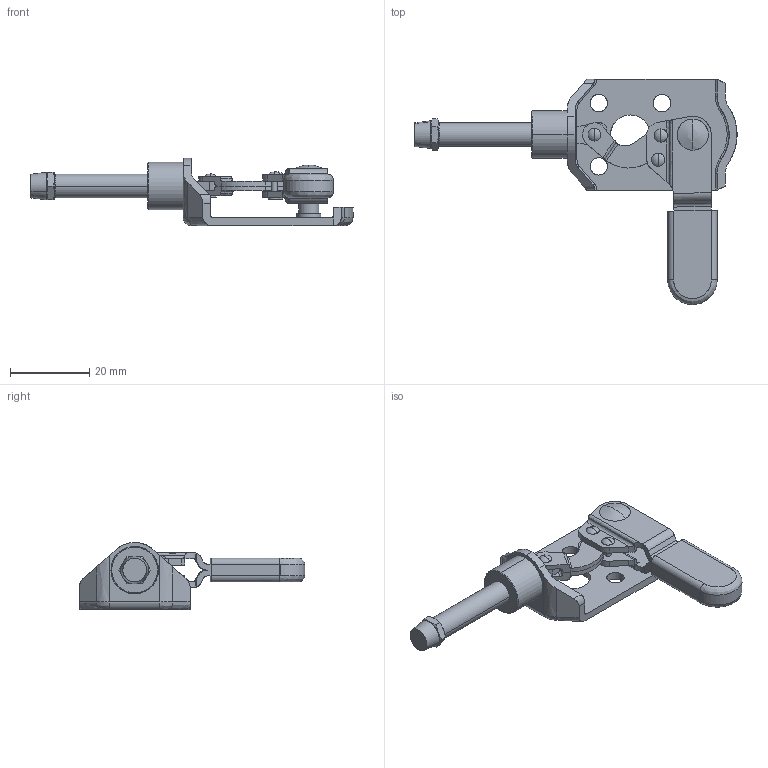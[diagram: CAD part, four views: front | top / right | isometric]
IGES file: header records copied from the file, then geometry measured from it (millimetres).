
Start section: SolidWorks IGES file using analytic representation for surfaces
Global section: file name: 01HGH-301-CML(簡化).IGS; native system: SolidWorks 2016; preprocessor: SolidWorks 2016; author: LinWei; date: 200611.110745; units: millimetre
Bounding box: 81.5 x 57 x 17 mm (x, y, z)
Surface area: 8235.7 mm2 (no closed solid volume)
Topology: 0 solids, 0 shells, 273 faces, 3840 edges, 3834 vertices
Faces by surface type: revolution 156, bspline 117
